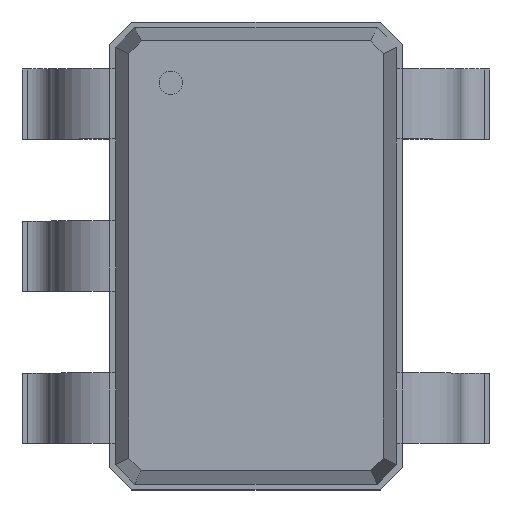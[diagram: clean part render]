
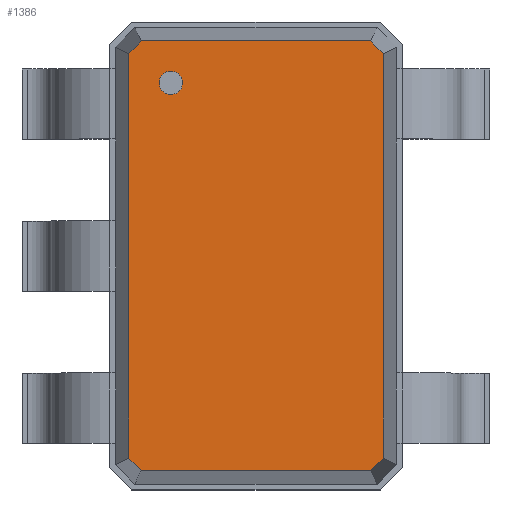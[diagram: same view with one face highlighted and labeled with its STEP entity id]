
A CAD part, top view. The second image highlights one B-rep face of the part: STEP entity #1386.
In plain terms, the highlighted planar face has unit normal (0, 0, 1).
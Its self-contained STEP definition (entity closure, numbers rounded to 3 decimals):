
#13=DIRECTION('',(0.,0.,1.));
#27=VECTOR('',#28,1.);
#28=DIRECTION('',(1.,0.,0.));
#51=VECTOR('',#52,1.);
#52=DIRECTION('',(0.707,-0.707,0.));
#58=VECTOR('',#59,1.);
#59=DIRECTION('',(0.,-1.,0.));
#65=VECTOR('',#66,1.);
#66=DIRECTION('',(-0.707,-0.707,0.));
#72=VECTOR('',#73,1.);
#73=DIRECTION('',(-1.,0.,0.));
#79=VECTOR('',#80,1.);
#80=DIRECTION('',(-0.707,0.707,0.));
#86=VECTOR('',#87,1.);
#87=DIRECTION('',(0.,1.,0.));
#91=VECTOR('',#92,1.);
#92=DIRECTION('',(0.707,0.707,0.));
#650=VERTEX_POINT('',#651);
#651=CARTESIAN_POINT('',(-0.544,0.864,1.05));
#653=ORIENTED_EDGE('',*,*,#654,.F.);
#654=EDGE_CURVE('',#655,#650,#657,.T.);
#655=VERTEX_POINT('',#656);
#656=CARTESIAN_POINT('',(-0.544,-0.864,1.05));
#657=LINE('',#656,#86);
#668=VERTEX_POINT('',#669);
#669=CARTESIAN_POINT('',(-0.489,0.919,1.05));
#671=ORIENTED_EDGE('',*,*,#672,.F.);
#672=EDGE_CURVE('',#650,#668,#673,.T.);
#673=LINE('',#651,#91);
#682=VERTEX_POINT('',#683);
#683=CARTESIAN_POINT('',(0.489,0.919,1.05));
#685=ORIENTED_EDGE('',*,*,#686,.F.);
#686=EDGE_CURVE('',#668,#682,#687,.T.);
#687=LINE('',#669,#27);
#696=VERTEX_POINT('',#697);
#697=CARTESIAN_POINT('',(0.544,0.864,1.05));
#699=ORIENTED_EDGE('',*,*,#700,.F.);
#700=EDGE_CURVE('',#682,#696,#701,.T.);
#701=LINE('',#683,#51);
#726=VERTEX_POINT('',#727);
#727=CARTESIAN_POINT('',(0.544,-0.864,1.05));
#729=ORIENTED_EDGE('',*,*,#730,.F.);
#730=EDGE_CURVE('',#696,#726,#731,.T.);
#731=LINE('',#697,#58);
#1386=ADVANCED_FACE('',(#1387,#1402),#1412,.T.);
#1387=FACE_BOUND('',#1388,.T.);
#1388=EDGE_LOOP('',(#685,#671,#653,#1389,#1394,#1399,#729,#699));
#1389=ORIENTED_EDGE('',*,*,#1390,.F.);
#1390=EDGE_CURVE('',#1391,#655,#1393,.T.);
#1391=VERTEX_POINT('',#1392);
#1392=CARTESIAN_POINT('',(-0.489,-0.919,1.05));
#1393=LINE('',#1392,#79);
#1394=ORIENTED_EDGE('',*,*,#1395,.F.);
#1395=EDGE_CURVE('',#1396,#1391,#1398,.T.);
#1396=VERTEX_POINT('',#1397);
#1397=CARTESIAN_POINT('',(0.489,-0.919,1.05));
#1398=LINE('',#1397,#72);
#1399=ORIENTED_EDGE('',*,*,#1400,.F.);
#1400=EDGE_CURVE('',#726,#1396,#1401,.T.);
#1401=LINE('',#727,#65);
#1402=FACE_BOUND('',#1403,.T.);
#1403=EDGE_LOOP('',(#1404));
#1404=ORIENTED_EDGE('',*,*,#1405,.T.);
#1405=EDGE_CURVE('',#1406,#1406,#1408,.T.);
#1406=VERTEX_POINT('',#1407);
#1407=CARTESIAN_POINT('',(-0.364,0.689,1.05));
#1408=CIRCLE('',#1409,0.05);
#1409=AXIS2_PLACEMENT_3D('',#1410,#1411,#59);
#1410=CARTESIAN_POINT('',(-0.364,0.739,1.05));
#1411=DIRECTION('',(0.,-0.,-1.));
#1412=PLANE('',#1413);
#1413=AXIS2_PLACEMENT_3D('',#669,#13,#1414);
#1414=DIRECTION('',(0.47,-0.883,0.));
